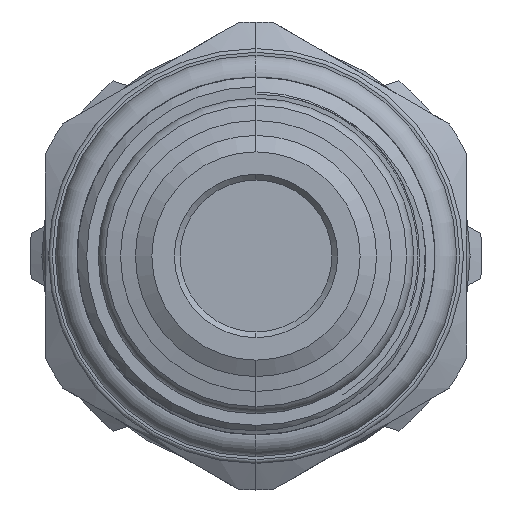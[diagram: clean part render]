
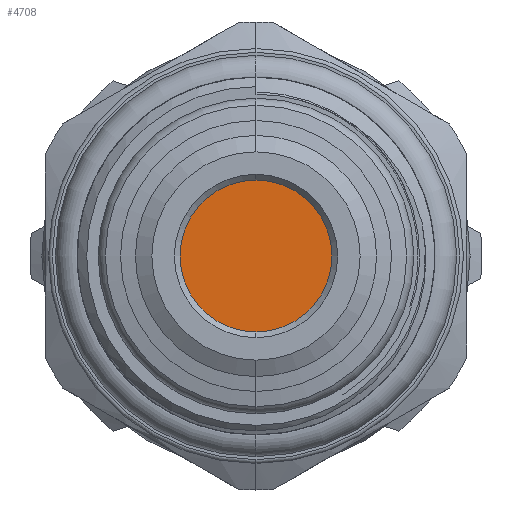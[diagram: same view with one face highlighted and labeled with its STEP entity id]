
A CAD part, left-side view. The second image highlights one B-rep face of the part: STEP entity #4708.
In plain terms, the highlighted planar face has unit normal (-1, 0, 0).
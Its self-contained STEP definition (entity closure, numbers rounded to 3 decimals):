
#1931 = CARTESIAN_POINT ( 'NONE',  ( -36.362, 0., 4. ) ) ;
#1951 = CARTESIAN_POINT ( 'NONE',  ( -36.362, 0., 0. ) ) ;
#2534 = AXIS2_PLACEMENT_3D ( 'NONE', #1951, #6417, #5579 ) ;
#3109 = CARTESIAN_POINT ( 'NONE',  ( -36.362, 0., 0. ) ) ;
#4314 = VERTEX_POINT ( 'NONE', #9091 ) ;
#4708 = ADVANCED_FACE ( 'NONE', ( #7723 ), #11355, .F. ) ;
#4998 = VERTEX_POINT ( 'NONE', #1931 ) ;
#5046 = CIRCLE ( 'NONE', #2534, 4. ) ;
#5579 = DIRECTION ( 'NONE',  ( 0., 0., -1. ) ) ;
#5656 = AXIS2_PLACEMENT_3D ( 'NONE', #11473, #9621, #6902 ) ;
#5724 = DIRECTION ( 'NONE',  ( 0., 0., -1. ) ) ;
#6417 = DIRECTION ( 'NONE',  ( -1., 0., 0. ) ) ;
#6902 = DIRECTION ( 'NONE',  ( 0., 0., -1. ) ) ;
#7342 = EDGE_CURVE ( 'NONE', #4314, #4998, #8557, .T. ) ;
#7723 = FACE_OUTER_BOUND ( 'NONE', #9448, .T. ) ;
#7931 = ORIENTED_EDGE ( 'NONE', *, *, #9130, .T. ) ;
#8557 = CIRCLE ( 'NONE', #9805, 4. ) ;
#9091 = CARTESIAN_POINT ( 'NONE',  ( -36.362, 0., -4. ) ) ;
#9130 = EDGE_CURVE ( 'NONE', #4998, #4314, #5046, .T. ) ;
#9448 = EDGE_LOOP ( 'NONE', ( #7931, #11943 ) ) ;
#9621 = DIRECTION ( 'NONE',  ( 1., 0., 0. ) ) ;
#9805 = AXIS2_PLACEMENT_3D ( 'NONE', #3109, #10458, #5724 ) ;
#10458 = DIRECTION ( 'NONE',  ( -1., 0., 0. ) ) ;
#11355 = PLANE ( 'NONE',  #5656 ) ;
#11473 = CARTESIAN_POINT ( 'NONE',  ( -36.362, 0., 0. ) ) ;
#11943 = ORIENTED_EDGE ( 'NONE', *, *, #7342, .T. ) ;
